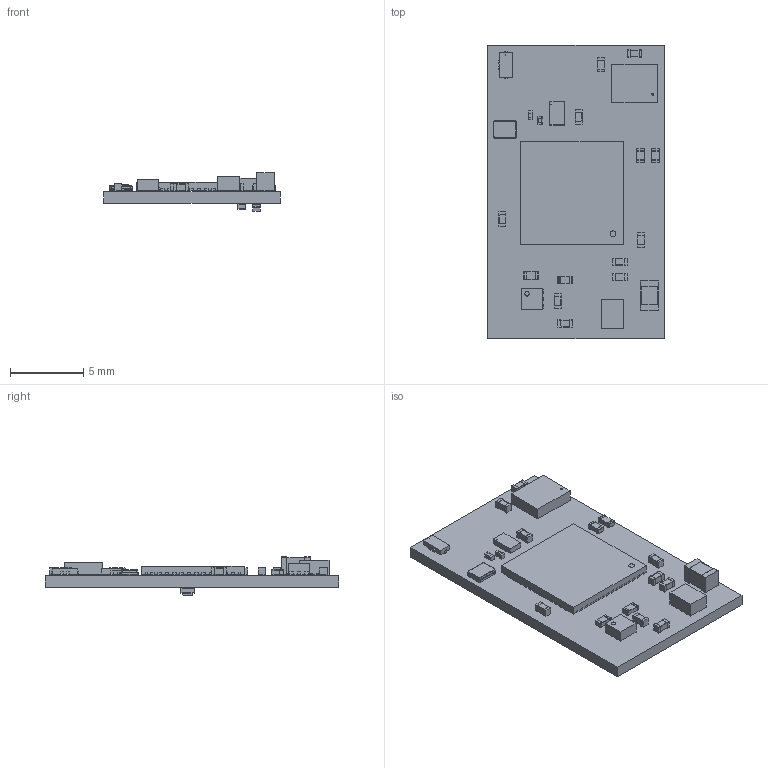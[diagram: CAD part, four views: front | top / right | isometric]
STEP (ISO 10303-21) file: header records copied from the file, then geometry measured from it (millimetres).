
FILE_DESCRIPTION(('KiCad electronic assembly'),'2;1');
FILE_NAME('ring.step','2022-04-21T11:09:38',('An Author'),('A Company'), 'Open CASCADE STEP processor 6.9','KiCad to STEP converter','Unknown' );
FILE_SCHEMA(('AUTOMOTIVE_DESIGN { 1 0 10303 214 1 1 1 1 }'));
Length unit declared in the file: millimetre
Products named in the file (26): Open CASCADE STEP translator 6.9 1; C_0402_1005Metric; SOLID; C_0201_0603Metric; R_0402_1005Metric; LED_0402_1005Metric; ANT; COMPOUND; tps62840dlcr; L_0805_2012Metric; WSON-6_1.5x1.5mm_P0.5mm; LGA-14L_2P5X3X0P83_STM; NX1612SA-32.000MHZ-CHP-CIS-3; MLPF-WB55-01E3_STM; STM32WB55CEU6TR
Assembly tree (38 placements, depth 3):
  Open CASCADE STEP translator 6.9 1
    C_0402_1005Metric  x9
      SOLID
    C_0201_0603Metric  x2
      SOLID
    R_0402_1005Metric  x5
      SOLID
    LED_0402_1005Metric
      SOLID
    ANT
      COMPOUND
    tps62840dlcr
      COMPOUND
    L_0805_2012Metric
      SOLID
    WSON-6_1.5x1.5mm_P0.5mm
      SOLID
    LGA-14L_2P5X3X0P83_STM
      COMPOUND
    NX1612SA-32.000MHZ-CHP-CIS-3
      COMPOUND
    MLPF-WB55-01E3_STM
      COMPOUND
    STM32WB55CEU6TR
      COMPOUND
    SOLID
Bounding box: 12 x 20 x 2.65 mm (x, y, z)
Volume: 239.9 mm3; surface area: 868.4 mm2
Topology: 123 solids, 123 shells, 1537 faces, 3753 edges, 2490 vertices
Faces by surface type: plane 1181, cylinder 356
Full cylindrical faces by diameter (mm): 0.044 x1, 0.051 x1, 0.13 x1, 0.3 x1
Entity records: 75756 total; most frequent: CARTESIAN_POINT 13458, DIRECTION 11125, LINE 7610, VECTOR 7610, ORIENTED_EDGE 5666, PCURVE 5666, DEFINITIONAL_REPRESENTATION 5666, EDGE_CURVE 2833
